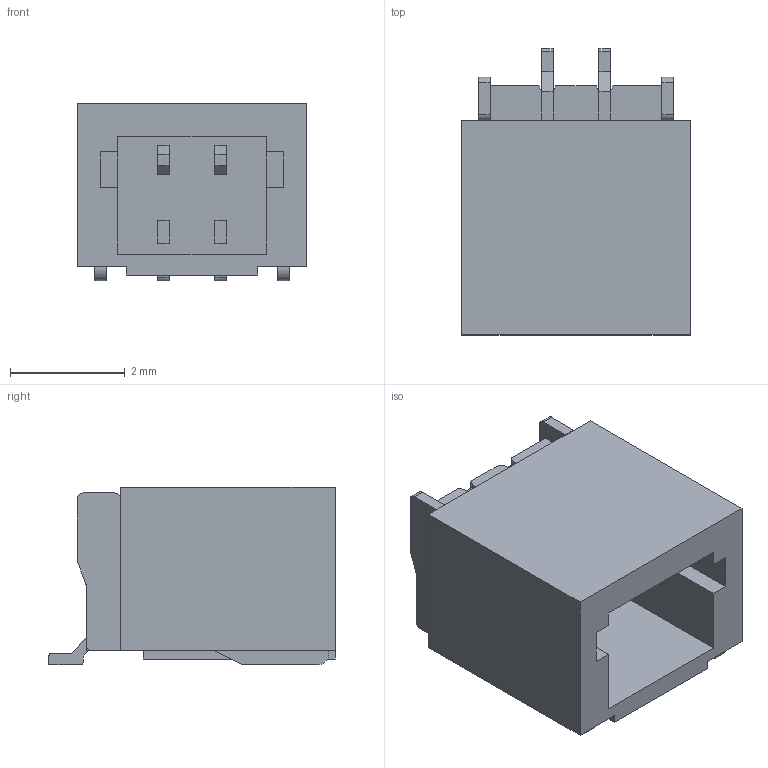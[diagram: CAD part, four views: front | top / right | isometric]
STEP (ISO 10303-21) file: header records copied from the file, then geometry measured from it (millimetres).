
FILE_DESCRIPTION(/* description */ ('Unknown'),/* implementation_level */ '2;1');
FILE_NAME(/* name */ '665102131822',/* time_stamp */ '2018-03-26T14:45:08+02:00',/* author */ ('Unknown'),/* organization */ ('Unknown'),/* preprocessor_version */ 'ST-DEVELOPER v16.7',/* originating_system */ 'DEX',/* authorisation */ $);
FILE_SCHEMA (('AUTOMOTIVE_DESIGN {1 0 10303 214 3 1 1}'));
Length unit declared in the file: millimetre
Products named in the file (4): 6651xx131822; 665102131822; 6651xx131822_PIN; 6651xx131822_PATTE
Assembly tree (5 placements, depth 2):
  6651xx131822
    665102131822
    6651xx131822_PIN  x2
    6651xx131822_PATTE  x2
Bounding box: 4 x 5 x 3.1 mm (x, y, z)
Volume: 32.7 mm3; surface area: 174.8 mm2
Topology: 5 solids, 5 shells, 211 faces, 612 edges, 408 vertices
Faces by surface type: plane 151, cylinder 60
Entity records: 5132 total; most frequent: CARTESIAN_POINT 897, ORIENTED_EDGE 888, DIRECTION 838, EDGE_CURVE 444, LINE 364, VECTOR 364, VERTEX_POINT 296, AXIS2_PLACEMENT_3D 237
